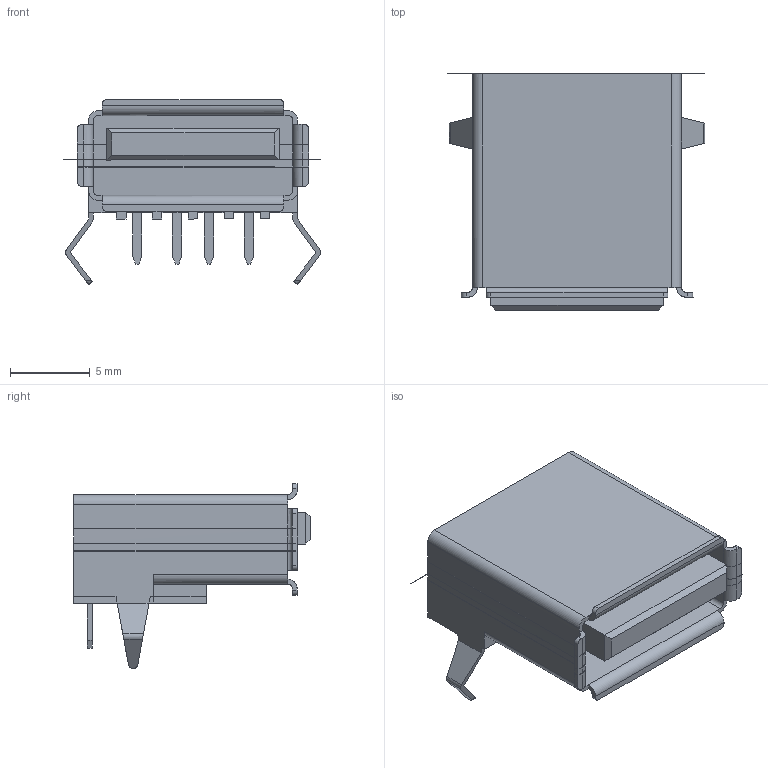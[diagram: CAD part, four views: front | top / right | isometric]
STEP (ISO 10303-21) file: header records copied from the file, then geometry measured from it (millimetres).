
FILE_DESCRIPTION(/* description */ (''),/* implementation_level */ '2;1');
FILE_NAME(/* name */ 'usb',/* time_stamp */ '2017-12-19T09:44:23+09:00',/* author */ (''),/* organization */ (''),/* preprocessor_version */ 'ST-DEVELOPER v15',/* originating_system */ '',/* authorisation */ '');
FILE_SCHEMA (('CONFIG_CONTROL_DESIGN'));
Length unit declared in the file: millimetre
Products named in the file (1): Document
Bounding box: 16.14 x 14.82 x 11.59 mm (x, y, z)
Surface area: 1273.4 mm2 (no closed solid volume)
Topology: 0 solids, 7 shells, 200 faces, 575 edges, 350 vertices
Faces by surface type: plane 154, bspline 46
Entity records: 5904 total; most frequent: CARTESIAN_POINT 2341, ORIENTED_EDGE 1044, EDGE_CURVE 575, B_SPLINE_CURVE_WITH_KNOTS 441, VERTEX_POINT 350, EDGE_LOOP 201, ADVANCED_FACE 197, FACE_OUTER_BOUND 197
